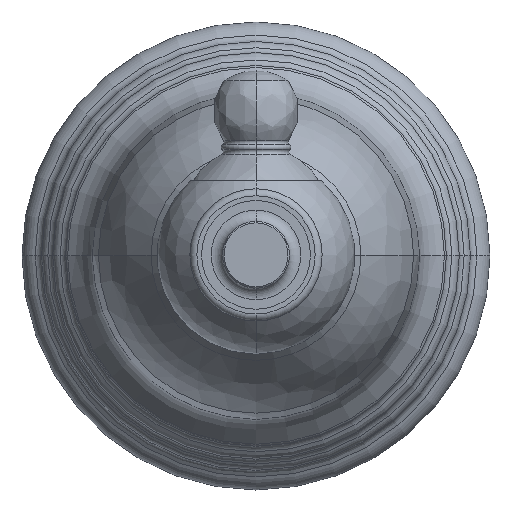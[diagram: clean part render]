
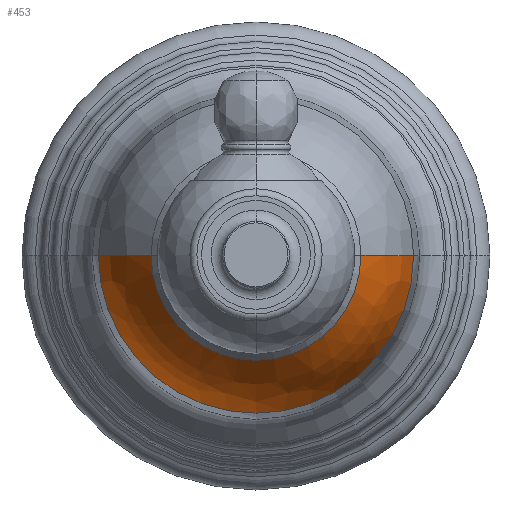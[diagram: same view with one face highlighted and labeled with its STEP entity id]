
A CAD part, top view. The second image highlights one B-rep face of the part: STEP entity #453.
In plain terms, the highlighted free-form (B-spline) face has degree [3, 3] with [7, 4] control points.
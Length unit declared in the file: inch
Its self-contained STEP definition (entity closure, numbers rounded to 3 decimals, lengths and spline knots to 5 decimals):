
#35=CARTESIAN_POINT('',(0.38779,0.,0.83292));
#36=DIRECTION('',(0.,1.,0.));
#37=DIRECTION('',(-0.98,0.,0.201));
#38=AXIS2_PLACEMENT_3D('',#35,#36,#37);
#40=CARTESIAN_POINT('',(-0.38779,0.,0.83292));
#41=DIRECTION('',(0.,-1.,0.));
#42=DIRECTION('',(0.98,0.,0.201));
#43=AXIS2_PLACEMENT_3D('',#40,#41,#42);
#45=CARTESIAN_POINT('',(0.,0.,1.074));
#46=DIRECTION('',(0.,0.,1.));
#47=DIRECTION('',(-1.,0.,0.));
#48=AXIS2_PLACEMENT_3D('',#45,#46,#47);
#60=CARTESIAN_POINT('',(0.,0.,1.61249));
#61=DIRECTION('',(0.,0.,1.));
#62=DIRECTION('',(-1.,0.,0.));
#63=AXIS2_PLACEMENT_3D('',#60,#61,#62);
#316=CARTESIAN_POINT('',(-0.78775,0.,1.074));
#317=CARTESIAN_POINT('',(-0.5245,0.,1.61249));
#318=VERTEX_POINT('',#316);
#319=VERTEX_POINT('',#317);
#322=CARTESIAN_POINT('',(0.78775,0.,1.074));
#323=CARTESIAN_POINT('',(0.5245,0.,1.61249));
#324=VERTEX_POINT('',#322);
#325=VERTEX_POINT('',#323);
#416=CARTESIAN_POINT('',(0.51556,0.03244,1.62167));
#417=CARTESIAN_POINT('',(0.65493,0.0412,1.46155));
#418=CARTESIAN_POINT('',(0.74806,0.04706,1.27067));
#419=CARTESIAN_POINT('',(0.78856,0.04961,1.06212));
#420=CARTESIAN_POINT('',(0.53552,-0.28484,
1.62167));
#421=CARTESIAN_POINT('',(0.68029,-0.36184,
1.46155));
#422=CARTESIAN_POINT('',(0.77702,-0.41329,
1.27067));
#423=CARTESIAN_POINT('',(0.81909,-0.43567,
1.06212));
#424=CARTESIAN_POINT('',(0.3179,-0.51658,
1.62167));
#425=CARTESIAN_POINT('',(0.40384,-0.65623,
1.46155));
#426=CARTESIAN_POINT('',(0.46127,-0.74954,
1.27067));
#427=CARTESIAN_POINT('',(0.48624,-0.79012,
1.06212));
#428=CARTESIAN_POINT('',(0.,-0.51658,1.62167));
#429=CARTESIAN_POINT('',(0.,-0.65623,1.46155));
#430=CARTESIAN_POINT('',(0.,-0.74954,1.27067));
#431=CARTESIAN_POINT('',(0.,-0.79012,1.06212));
#432=CARTESIAN_POINT('',(-0.3179,-0.51658,
1.62167));
#433=CARTESIAN_POINT('',(-0.40384,-0.65623,
1.46155));
#434=CARTESIAN_POINT('',(-0.46127,-0.74954,
1.27067));
#435=CARTESIAN_POINT('',(-0.48624,-0.79012,
1.06212));
#436=CARTESIAN_POINT('',(-0.53552,-0.28484,
1.62167));
#437=CARTESIAN_POINT('',(-0.68029,-0.36184,
1.46155));
#438=CARTESIAN_POINT('',(-0.77702,-0.41329,
1.27067));
#439=CARTESIAN_POINT('',(-0.81909,-0.43567,
1.06212));
#440=CARTESIAN_POINT('',(-0.51556,0.03244,
1.62167));
#441=CARTESIAN_POINT('',(-0.65493,0.0412,
1.46155));
#442=CARTESIAN_POINT('',(-0.74806,0.04706,
1.27067));
#443=CARTESIAN_POINT('',(-0.78856,0.04961,
1.06212));
#444=(BOUNDED_SURFACE()B_SPLINE_SURFACE(3,3,((#416,#417,#418,#419),(#420,#421,
#422,#423),(#424,#425,#426,#427),(#428,#429,#430,#431),(#432,#433,#434,#435),(
#436,#437,#438,#439),(#440,#441,#442,#443)),.UNSPECIFIED.,.F.,.F.,.F.)B_SPLINE_SURFACE_WITH_KNOTS((4,3,4),(4,4),(0.,1.,2.),(0.,1.),.UNSPECIFIED.)GEOMETRIC_REPRESENTATION_ITEM()RATIONAL_B_SPLINE_SURFACE(((1.208,
1.18,1.18,1.208),(0.954,
0.932,0.932,0.954),(0.954,
0.932,0.932,0.954),(1.208,
1.18,1.18,1.208),(0.954,
0.932,0.932,0.954),(0.954,
0.932,0.932,0.954),(1.208,
1.18,1.18,1.208)))REPRESENTATION_ITEM('')SURFACE());
#445=ORIENTED_EDGE('',*,*,#405,.T.);
#447=ORIENTED_EDGE('',*,*,#446,.T.);
#448=ORIENTED_EDGE('',*,*,#409,.F.);
#450=ORIENTED_EDGE('',*,*,#449,.F.);
#451=EDGE_LOOP('',(#445,#447,#448,#450));
#452=FACE_OUTER_BOUND('',#451,.F.);
#453=ADVANCED_FACE('',(#452),#444,.T.);
#39=CIRCLE('',#38,1.2);
#44=CIRCLE('',#43,1.2);
#49=CIRCLE('',#48,0.78775);
#64=CIRCLE('',#63,0.5245);
#405=EDGE_CURVE('',#318,#319,#39,.T.);
#409=EDGE_CURVE('',#324,#325,#44,.T.);
#446=EDGE_CURVE('',#319,#325,#64,.T.);
#449=EDGE_CURVE('',#318,#324,#49,.T.);
